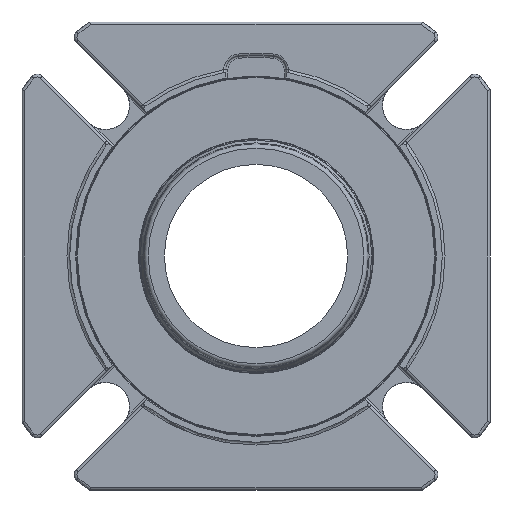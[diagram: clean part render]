
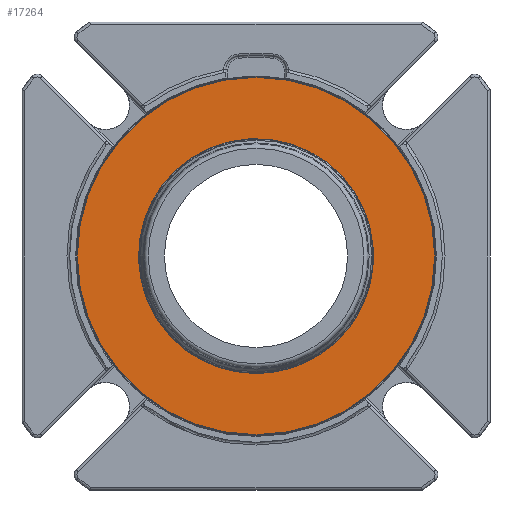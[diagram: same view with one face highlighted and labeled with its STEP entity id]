
A CAD part, left-side view. The second image highlights one B-rep face of the part: STEP entity #17264.
In plain terms, the highlighted planar face has unit normal (-1, 0, 0).
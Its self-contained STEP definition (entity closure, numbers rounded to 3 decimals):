
#3485=PLANE('',#19072);
#8571=ORIENTED_EDGE('',*,*,#11167,.T.);
#8572=ORIENTED_EDGE('',*,*,#11168,.T.);
#11167=EDGE_CURVE('',#12784,#12784,#13676,.T.);
#11168=EDGE_CURVE('',#12785,#12785,#13677,.T.);
#12784=VERTEX_POINT('',#34178);
#12785=VERTEX_POINT('',#34181);
#13676=CIRCLE('',#19071,42.723);
#13677=CIRCLE('',#19073,65.);
#14772=EDGE_LOOP('',(#8571));
#14773=EDGE_LOOP('',(#8572));
#15882=FACE_BOUND('',#14772,.T.);
#15883=FACE_BOUND('',#14773,.T.);
#17264=ADVANCED_FACE('',(#15882,#15883),#3485,.F.);
#19071=AXIS2_PLACEMENT_3D('',#34177,#23784,#23785);
#19072=AXIS2_PLACEMENT_3D('',#34179,#23786,#23787);
#19073=AXIS2_PLACEMENT_3D('',#34180,#23788,#23789);
#23784=DIRECTION('',(1.,0.,0.));
#23785=DIRECTION('',(0.,0.,-1.));
#23786=DIRECTION('',(1.,0.,0.));
#23787=DIRECTION('',(0.,-1.,0.));
#23788=DIRECTION('',(-1.,0.,0.));
#23789=DIRECTION('',(0.,1.,0.));
#34177=CARTESIAN_POINT('',(41.402,0.,0.));
#34178=CARTESIAN_POINT('',(41.402,0.,-42.723));
#34179=CARTESIAN_POINT('',(41.402,65.,0.));
#34180=CARTESIAN_POINT('',(41.402,0.,0.));
#34181=CARTESIAN_POINT('',(41.402,65.,0.));
